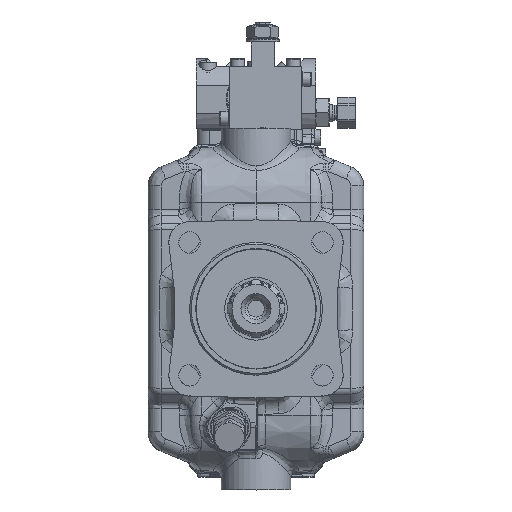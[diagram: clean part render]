
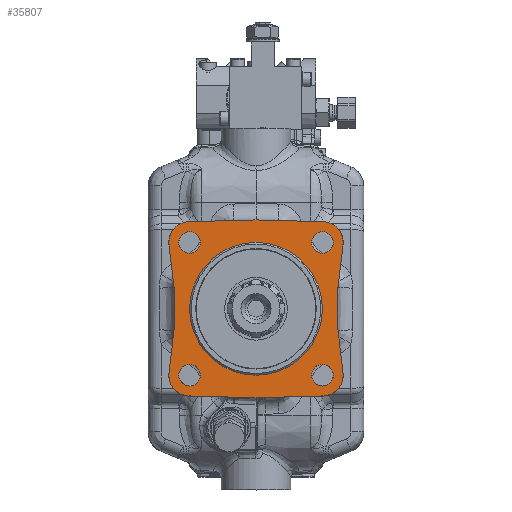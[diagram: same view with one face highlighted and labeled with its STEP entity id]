
A CAD part, top view. The second image highlights one B-rep face of the part: STEP entity #35807.
In plain terms, the highlighted planar face has unit normal (0, 0, 1).
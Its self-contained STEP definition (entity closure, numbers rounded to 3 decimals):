
#3820=FACE_BOUND('',#10964,.T.);
#3821=FACE_BOUND('',#10965,.T.);
#3822=FACE_BOUND('',#10966,.T.);
#3823=FACE_BOUND('',#10967,.T.);
#3824=FACE_BOUND('',#10968,.T.);
#4051=LINE('',#54013,#5946);
#4052=LINE('',#54021,#5947);
#4053=LINE('',#54023,#5948);
#4054=LINE('',#54030,#5949);
#5946=VECTOR('',#43359,10.);
#5947=VECTOR('',#43366,10.);
#5948=VECTOR('',#43367,10.);
#5949=VECTOR('',#43374,10.);
#8703=FACE_OUTER_BOUND('',#10963,.T.);
#10963=EDGE_LOOP('',(#24520,#24521,#24522,#24523,#24524,#24525,#24526,#24527,
#24528,#24529));
#10964=EDGE_LOOP('',(#24530));
#10965=EDGE_LOOP('',(#24531));
#10966=EDGE_LOOP('',(#24532));
#10967=EDGE_LOOP('',(#24533));
#10968=EDGE_LOOP('',(#24534,#24535));
#13383=CIRCLE('',#38769,40.);
#13384=CIRCLE('',#38770,40.);
#13430=CIRCLE('',#38851,6.5);
#13431=CIRCLE('',#38854,6.5);
#13432=CIRCLE('',#38857,6.5);
#13433=CIRCLE('',#38860,6.5);
#13434=CIRCLE('',#38862,12.5);
#13435=CIRCLE('',#38863,216.);
#13436=CIRCLE('',#38864,12.5);
#13437=CIRCLE('',#38865,12.5);
#13438=CIRCLE('',#38866,216.);
#13439=CIRCLE('',#38867,12.5);
#15382=VERTEX_POINT('',#53791);
#15383=VERTEX_POINT('',#53792);
#15437=VERTEX_POINT('',#53989);
#15439=VERTEX_POINT('',#53995);
#15441=VERTEX_POINT('',#54001);
#15443=VERTEX_POINT('',#54007);
#15444=VERTEX_POINT('',#54011);
#15445=VERTEX_POINT('',#54012);
#15446=VERTEX_POINT('',#54014);
#15447=VERTEX_POINT('',#54016);
#15448=VERTEX_POINT('',#54018);
#15449=VERTEX_POINT('',#54020);
#15450=VERTEX_POINT('',#54022);
#15451=VERTEX_POINT('',#54024);
#15452=VERTEX_POINT('',#54026);
#15453=VERTEX_POINT('',#54028);
#18810=EDGE_CURVE('',#15382,#15383,#13383,.T.);
#18811=EDGE_CURVE('',#15383,#15382,#13384,.T.);
#18887=EDGE_CURVE('',#15437,#15437,#13430,.T.);
#18890=EDGE_CURVE('',#15439,#15439,#13431,.T.);
#18893=EDGE_CURVE('',#15441,#15441,#13432,.T.);
#18896=EDGE_CURVE('',#15443,#15443,#13433,.T.);
#18897=EDGE_CURVE('',#15444,#15445,#4051,.T.);
#18898=EDGE_CURVE('',#15446,#15444,#13434,.T.);
#18899=EDGE_CURVE('',#15447,#15446,#13435,.T.);
#18900=EDGE_CURVE('',#15448,#15447,#13436,.T.);
#18901=EDGE_CURVE('',#15449,#15448,#4052,.T.);
#18902=EDGE_CURVE('',#15450,#15449,#4053,.T.);
#18903=EDGE_CURVE('',#15451,#15450,#13437,.T.);
#18904=EDGE_CURVE('',#15452,#15451,#13438,.T.);
#18905=EDGE_CURVE('',#15453,#15452,#13439,.T.);
#18906=EDGE_CURVE('',#15445,#15453,#4054,.T.);
#24520=ORIENTED_EDGE('',*,*,#18897,.F.);
#24521=ORIENTED_EDGE('',*,*,#18898,.F.);
#24522=ORIENTED_EDGE('',*,*,#18899,.F.);
#24523=ORIENTED_EDGE('',*,*,#18900,.F.);
#24524=ORIENTED_EDGE('',*,*,#18901,.F.);
#24525=ORIENTED_EDGE('',*,*,#18902,.F.);
#24526=ORIENTED_EDGE('',*,*,#18903,.F.);
#24527=ORIENTED_EDGE('',*,*,#18904,.F.);
#24528=ORIENTED_EDGE('',*,*,#18905,.F.);
#24529=ORIENTED_EDGE('',*,*,#18906,.F.);
#24530=ORIENTED_EDGE('',*,*,#18887,.T.);
#24531=ORIENTED_EDGE('',*,*,#18890,.T.);
#24532=ORIENTED_EDGE('',*,*,#18893,.T.);
#24533=ORIENTED_EDGE('',*,*,#18896,.T.);
#24534=ORIENTED_EDGE('',*,*,#18810,.T.);
#24535=ORIENTED_EDGE('',*,*,#18811,.T.);
#35110=PLANE('',#38861);
#35807=ADVANCED_FACE('',(#8703,#3820,#3821,#3822,#3823,#3824),#35110,.F.);
#38769=AXIS2_PLACEMENT_3D('',#53793,#43142,#43143);
#38770=AXIS2_PLACEMENT_3D('',#53794,#43144,#43145);
#38851=AXIS2_PLACEMENT_3D('',#53991,#43334,#43335);
#38854=AXIS2_PLACEMENT_3D('',#53997,#43341,#43342);
#38857=AXIS2_PLACEMENT_3D('',#54003,#43348,#43349);
#38860=AXIS2_PLACEMENT_3D('',#54009,#43355,#43356);
#38861=AXIS2_PLACEMENT_3D('',#54010,#43357,#43358);
#38862=AXIS2_PLACEMENT_3D('',#54015,#43360,#43361);
#38863=AXIS2_PLACEMENT_3D('',#54017,#43362,#43363);
#38864=AXIS2_PLACEMENT_3D('',#54019,#43364,#43365);
#38865=AXIS2_PLACEMENT_3D('',#54025,#43368,#43369);
#38866=AXIS2_PLACEMENT_3D('',#54027,#43370,#43371);
#38867=AXIS2_PLACEMENT_3D('',#54029,#43372,#43373);
#43142=DIRECTION('center_axis',(0.,0.,-1.));
#43143=DIRECTION('ref_axis',(0.,-1.,0.));
#43144=DIRECTION('center_axis',(0.,0.,-1.));
#43145=DIRECTION('ref_axis',(0.,-1.,0.));
#43334=DIRECTION('center_axis',(0.,0.,-1.));
#43335=DIRECTION('ref_axis',(1.,0.,0.));
#43341=DIRECTION('center_axis',(0.,0.,-1.));
#43342=DIRECTION('ref_axis',(1.,0.,0.));
#43348=DIRECTION('center_axis',(0.,0.,-1.));
#43349=DIRECTION('ref_axis',(1.,0.,0.));
#43355=DIRECTION('center_axis',(0.,0.,-1.));
#43356=DIRECTION('ref_axis',(1.,0.,0.));
#43357=DIRECTION('center_axis',(0.,0.,-1.));
#43358=DIRECTION('ref_axis',(-1.,0.,0.));
#43359=DIRECTION('',(1.,0.026,0.));
#43360=DIRECTION('center_axis',(0.,0.,-1.));
#43361=DIRECTION('ref_axis',(-0.775,0.632,0.));
#43362=DIRECTION('center_axis',(0.,0.,1.));
#43363=DIRECTION('ref_axis',(1.,0.,0.));
#43364=DIRECTION('center_axis',(0.,0.,-1.));
#43365=DIRECTION('ref_axis',(-0.775,-0.632,0.));
#43366=DIRECTION('',(-1.,0.026,0.));
#43367=DIRECTION('',(-1.,-0.026,0.));
#43368=DIRECTION('center_axis',(0.,0.,-1.));
#43369=DIRECTION('ref_axis',(0.775,-0.632,0.));
#43370=DIRECTION('center_axis',(0.,0.,1.));
#43371=DIRECTION('ref_axis',(-1.,0.,0.));
#43372=DIRECTION('center_axis',(0.,0.,-1.));
#43373=DIRECTION('ref_axis',(0.775,0.632,0.));
#43374=DIRECTION('',(1.,-0.026,0.));
#53791=CARTESIAN_POINT('',(0.,-40.,90.5));
#53792=CARTESIAN_POINT('',(0.,40.,90.5));
#53793=CARTESIAN_POINT('Origin',(0.,0.,90.5));
#53794=CARTESIAN_POINT('Origin',(0.,0.,90.5));
#53989=CARTESIAN_POINT('',(33.5,-40.,90.5));
#53991=CARTESIAN_POINT('Origin',(40.,-40.,90.5));
#53995=CARTESIAN_POINT('',(-46.5,-40.,90.5));
#53997=CARTESIAN_POINT('Origin',(-40.,-40.,90.5));
#54001=CARTESIAN_POINT('',(33.5,40.,90.5));
#54003=CARTESIAN_POINT('Origin',(40.,40.,90.5));
#54007=CARTESIAN_POINT('',(-46.5,40.,90.5));
#54009=CARTESIAN_POINT('Origin',(-40.,40.,90.5));
#54010=CARTESIAN_POINT('Origin',(0.,-71.,90.5));
#54011=CARTESIAN_POINT('',(-40.357,52.504,90.5));
#54012=CARTESIAN_POINT('',(0.,53.561,90.5));
#54013=CARTESIAN_POINT('',(-1.637,53.518,90.5));
#54014=CARTESIAN_POINT('',(-52.337,37.819,90.5));
#54015=CARTESIAN_POINT('Origin',(-40.03,40.008,90.5));
#54016=CARTESIAN_POINT('',(-52.337,-37.819,90.5));
#54017=CARTESIAN_POINT('Origin',(-265.,0.,90.5));
#54018=CARTESIAN_POINT('',(-40.357,-52.504,90.5));
#54019=CARTESIAN_POINT('Origin',(-40.03,-40.008,90.5));
#54020=CARTESIAN_POINT('',(0.,-53.561,90.5));
#54021=CARTESIAN_POINT('',(-8.446,-53.339,90.5));
#54022=CARTESIAN_POINT('',(40.357,-52.504,90.5));
#54023=CARTESIAN_POINT('',(8.446,-53.339,90.5));
#54024=CARTESIAN_POINT('',(52.337,-37.819,90.5));
#54025=CARTESIAN_POINT('Origin',(40.03,-40.008,90.5));
#54026=CARTESIAN_POINT('',(52.337,37.819,90.5));
#54027=CARTESIAN_POINT('Origin',(265.,0.,90.5));
#54028=CARTESIAN_POINT('',(40.357,52.504,90.5));
#54029=CARTESIAN_POINT('Origin',(40.03,40.008,90.5));
#54030=CARTESIAN_POINT('',(1.637,53.518,90.5));
